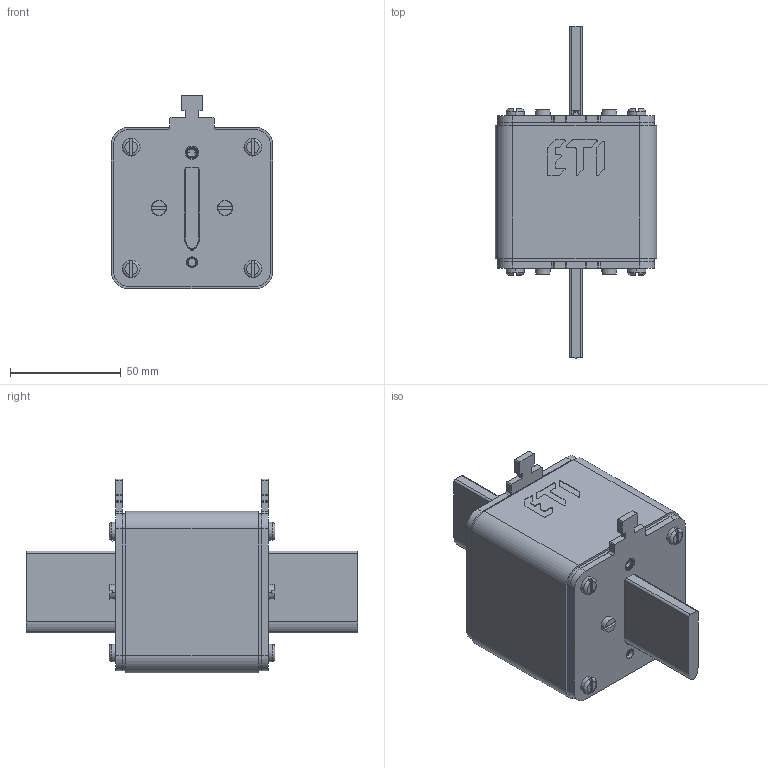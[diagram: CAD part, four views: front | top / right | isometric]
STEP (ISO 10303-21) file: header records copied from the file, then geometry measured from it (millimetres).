
FILE_DESCRIPTION((''),'2;1');
FILE_NAME('NH3_1000V_ASM','2025-03-11T13:56:13',('klemen.sitar'),('Audax d.o.o.'),'CREO PARAMETRIC BY PTC INC, 2021304','CREO PARAMETRIC BY PTC INC, 2021304','');
FILE_SCHEMA(('AP242_MANAGED_MODEL_BASED_3D_ENGINEERING_MIM_LF { 1 0 10303 442 1 1 4 }'));
Length unit declared in the file: millimetre
Products named in the file (12): 0000029784_2; 0000045934_1; 0000046026_1; 0000019000_AF0_1; 0000019002_AF0_2; 0000019004_ASM_1_ASM; 0000011586_AF2_1; 0000011580_1; 0000011599_1; 0000015360_1; 0000037876_1; NH3_1000V_ASM
Assembly tree (26 placements, depth 3):
  NH3_1000V_ASM
    0000029784_2
    0000045934_1  x2
    0000046026_1  x2
    0000019004_ASM_1_ASM  x2
      0000019000_AF0_1
      0000019002_AF0_2
    0000011586_AF2_1
    0000011580_1  x2
    0000011599_1  x2
    0000015360_1  x8
    0000037876_1  x4
Bounding box: 73 x 150 x 87.5 mm (x, y, z)
Volume: 395671.8 mm3; surface area: 92962.6 mm2
Topology: 26 solids, 42 shells, 757 faces, 1872 edges, 1192 vertices
Faces by surface type: cylinder 319, plane 291, cone 72, torus 72, bspline 3
Entity records: 16326 total; most frequent: CARTESIAN_POINT 2585, DIRECTION 2186, ORIENTED_EDGE 1872, EDGE_CURVE 958, AXIS2_PLACEMENT_3D 845, PRESENTATION_STYLE_ASSIGNMENT 664, VERTEX_POINT 622, STYLED_ITEM 613
